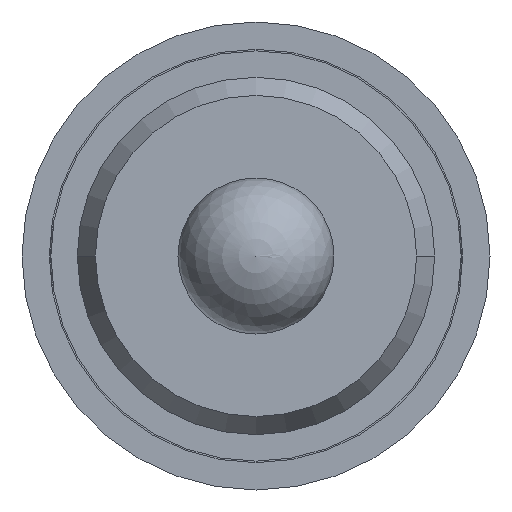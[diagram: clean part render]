
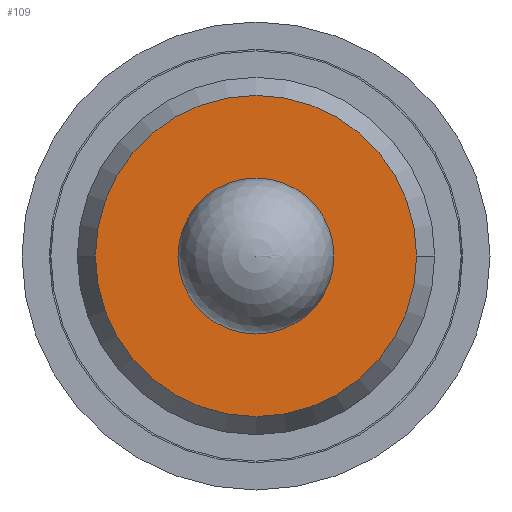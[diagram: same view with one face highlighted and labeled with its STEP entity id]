
A CAD part, front view. The second image highlights one B-rep face of the part: STEP entity #109.
In plain terms, the highlighted planar face has unit normal (0, -1, 0).
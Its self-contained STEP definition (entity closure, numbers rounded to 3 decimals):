
#109 = ADVANCED_FACE ( 'Defeature ausgef�hrt1_19', ( #1896, #2798 ), #3820, .T. ) ;
#112 = DIRECTION ( 'NONE',  ( 0., -1., 0. ) ) ;
#513 = AXIS2_PLACEMENT_3D ( 'NONE', #2182, #1020, #4138 ) ;
#544 = ORIENTED_EDGE ( 'NONE', *, *, #660, .T. ) ;
#631 = AXIS2_PLACEMENT_3D ( 'NONE', #1365, #112, #3983 ) ;
#660 = EDGE_CURVE ( 'Defeature ausgef�hrt1_19+Defeature ausgef�hrt1_18+Defeature ausgef�hrt1_18+Defeature ausgef�hrt1_18', #4708, #3589, #3453, .T. ) ;
#681 = DIRECTION ( 'NONE',  ( 1., 0., 0. ) ) ;
#836 = VERTEX_POINT ( 'NONE', #4641 ) ;
#1020 = DIRECTION ( 'NONE',  ( 0., 1., 0. ) ) ;
#1081 = DIRECTION ( 'NONE',  ( 1., 0., 0. ) ) ;
#1135 = CARTESIAN_POINT ( 'NONE',  ( 0., -2.3, 0. ) ) ;
#1137 = CARTESIAN_POINT ( 'NONE',  ( 0., -2.3, 0. ) ) ;
#1362 = ORIENTED_EDGE ( 'NONE', *, *, #1593, .T. ) ;
#1365 = CARTESIAN_POINT ( 'NONE',  ( 0., -2.3, 0. ) ) ;
#1454 = CIRCLE ( 'NONE', #631, 1.03 ) ;
#1496 = CARTESIAN_POINT ( 'NONE',  ( -1.03, -2.3, 0. ) ) ;
#1502 = DIRECTION ( 'NONE',  ( 0., -1., 0. ) ) ;
#1558 = EDGE_LOOP ( 'NONE', ( #1362, #544 ) ) ;
#1593 = EDGE_CURVE ( 'Defeature ausgef�hrt1_19+Defeature ausgef�hrt1_18+Defeature ausgef�hrt1_18+Defeature ausgef�hrt1_18', #3589, #4708, #1454, .T. ) ;
#1730 = VERTEX_POINT ( 'NONE', #3742 ) ;
#1896 = FACE_BOUND ( 'NONE', #4240, .T. ) ;
#2109 = ORIENTED_EDGE ( 'NONE', *, *, #4154, .T. ) ;
#2182 = CARTESIAN_POINT ( 'NONE',  ( 0., -2.3, 0. ) ) ;
#2310 = AXIS2_PLACEMENT_3D ( 'NONE', #1135, #3809, #1081 ) ;
#2657 = CARTESIAN_POINT ( 'NONE',  ( -1.145, -2.3, 0. ) ) ;
#2678 = AXIS2_PLACEMENT_3D ( 'NONE', #1137, #2681, #681 ) ;
#2681 = DIRECTION ( 'NONE',  ( 0., 1., 0. ) ) ;
#2798 = FACE_OUTER_BOUND ( 'NONE', #1558, .T. ) ;
#2817 = ORIENTED_EDGE ( 'NONE', *, *, #4546, .T. ) ;
#3398 = CIRCLE ( 'NONE', #2678, 0.5 ) ;
#3453 = CIRCLE ( 'NONE', #2310, 1.03 ) ;
#3533 = AXIS2_PLACEMENT_3D ( 'NONE', #2657, #1502, #3805 ) ;
#3589 = VERTEX_POINT ( 'NONE', #1496 ) ;
#3742 = CARTESIAN_POINT ( 'NONE',  ( 0., -2.3, 0.5 ) ) ;
#3805 = DIRECTION ( 'NONE',  ( 1., 0., 0. ) ) ;
#3809 = DIRECTION ( 'NONE',  ( 0., -1., 0. ) ) ;
#3820 = PLANE ( 'NONE',  #3533 ) ;
#3983 = DIRECTION ( 'NONE',  ( 1., 0., 0. ) ) ;
#4138 = DIRECTION ( 'NONE',  ( 1., 0., 0. ) ) ;
#4154 = EDGE_CURVE ( 'Defeature ausgef�hrt1_19+Defeature ausgef�hrt1_16+Defeature ausgef�hrt1_16+Defeature ausgef�hrt1_16', #1730, #836, #3398, .T. ) ;
#4193 = CIRCLE ( 'NONE', #513, 0.5 ) ;
#4240 = EDGE_LOOP ( 'NONE', ( #2109, #2817 ) ) ;
#4394 = CARTESIAN_POINT ( 'NONE',  ( 1.03, -2.3, 0. ) ) ;
#4546 = EDGE_CURVE ( 'Defeature ausgef�hrt1_19+Defeature ausgef�hrt1_16+Defeature ausgef�hrt1_16+Defeature ausgef�hrt1_16', #836, #1730, #4193, .T. ) ;
#4641 = CARTESIAN_POINT ( 'NONE',  ( 0., -2.3, -0.5 ) ) ;
#4708 = VERTEX_POINT ( 'NONE', #4394 ) ;
